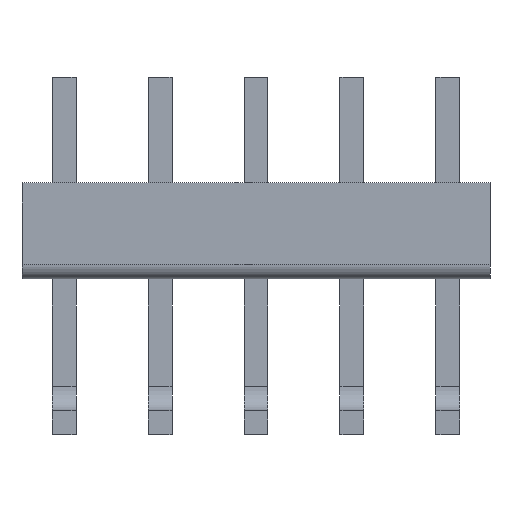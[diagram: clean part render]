
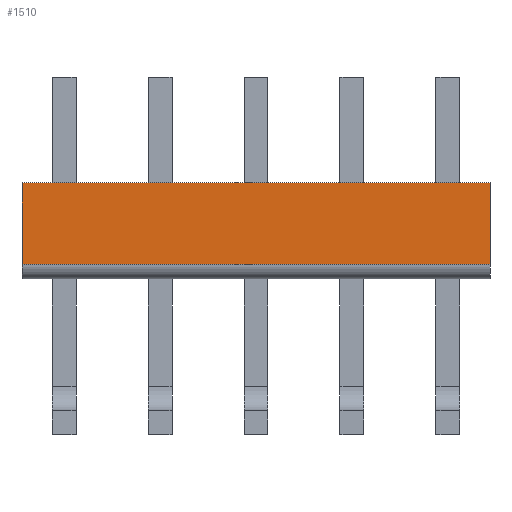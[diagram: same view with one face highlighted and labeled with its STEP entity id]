
A CAD part, front view. The second image highlights one B-rep face of the part: STEP entity #1510.
In plain terms, the highlighted planar face has unit normal (0, -1, 0).
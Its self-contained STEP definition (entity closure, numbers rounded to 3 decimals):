
#89=DIRECTION('',(0.,0.,-1.));
#90=VECTOR('',#89,2.159);
#91=CARTESIAN_POINT('',(-6.198,-1.168,0.));
#92=LINE('',#91,#90);
#312=DIRECTION('',(1.,0.,0.));
#313=VECTOR('',#312,12.395);
#314=CARTESIAN_POINT('',(-6.198,-1.168,-2.159));
#315=LINE('',#314,#313);
#316=DIRECTION('',(1.,0.,0.));
#317=VECTOR('',#316,12.395);
#318=CARTESIAN_POINT('',(-6.198,-1.168,0.));
#319=LINE('',#318,#317);
#367=DIRECTION('',(0.,0.,-1.));
#368=VECTOR('',#367,2.159);
#369=CARTESIAN_POINT('',(6.198,-1.168,0.));
#370=LINE('',#369,#368);
#972=CARTESIAN_POINT('',(-6.198,-1.168,0.));
#973=VERTEX_POINT('',#972);
#974=CARTESIAN_POINT('',(-6.198,-1.168,-2.159));
#975=VERTEX_POINT('',#974);
#996=CARTESIAN_POINT('',(6.198,-1.168,0.));
#997=VERTEX_POINT('',#996);
#998=CARTESIAN_POINT('',(6.198,-1.168,-2.159));
#999=VERTEX_POINT('',#998);
#1497=CARTESIAN_POINT('',(-6.198,-1.168,0.));
#1498=DIRECTION('',(0.,-1.,0.));
#1499=DIRECTION('',(0.,0.,-1.));
#1500=AXIS2_PLACEMENT_3D('',#1497,#1498,#1499);
#1501=PLANE('',#1500);
#1502=ORIENTED_EDGE('',*,*,#1265,.F.);
#1504=ORIENTED_EDGE('',*,*,#1503,.T.);
#1506=ORIENTED_EDGE('',*,*,#1505,.T.);
#1507=ORIENTED_EDGE('',*,*,#1489,.F.);
#1508=EDGE_LOOP('',(#1502,#1504,#1506,#1507));
#1509=FACE_OUTER_BOUND('',#1508,.F.);
#1510=ADVANCED_FACE('',(#1509),#1501,.T.);
#1265=EDGE_CURVE('',#973,#975,#92,.T.);
#1489=EDGE_CURVE('',#975,#999,#315,.T.);
#1503=EDGE_CURVE('',#973,#997,#319,.T.);
#1505=EDGE_CURVE('',#997,#999,#370,.T.);
